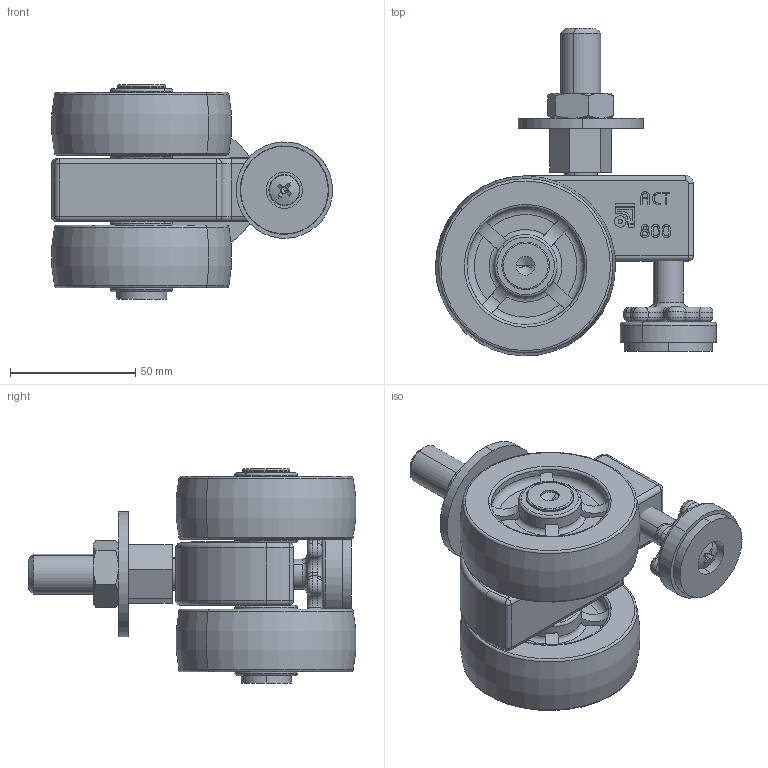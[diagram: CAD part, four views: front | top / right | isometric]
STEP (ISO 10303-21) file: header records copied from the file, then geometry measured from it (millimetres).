
FILE_DESCRIPTION (( 'STEP AP203' ), '1' );
FILE_NAME ('ACT-800S.STEP', '2015-09-09T03:42:16', ( 'WON SINCHUL' ), ( 'Hewlett-Packard Company' ), 'SwSTEP 2.0', 'SolidWorks 2015', '' );
FILE_SCHEMA (( 'CONFIG_CONTROL_DESIGN' ));
Length unit declared in the file: millimetre
Products named in the file (1): ACT-800S
Bounding box: 112.22 x 130.86 x 85.5 mm (x, y, z)
Volume: 314854.5 mm3; surface area: 79374.7 mm2
Topology: 12 solids, 12 shells, 578 faces, 1404 edges, 869 vertices
Faces by surface type: plane 216, cylinder 138, torus 134, bspline 44, cone 36, sphere 10
Entity records: 20769 total; most frequent: CARTESIAN_POINT 7450, ORIENTED_EDGE 2780, DIRECTION 2750, EDGE_CURVE 1390, AXIS2_PLACEMENT_3D 1103, VERTEX_POINT 869, EDGE_LOOP 633, ADVANCED_FACE 578
